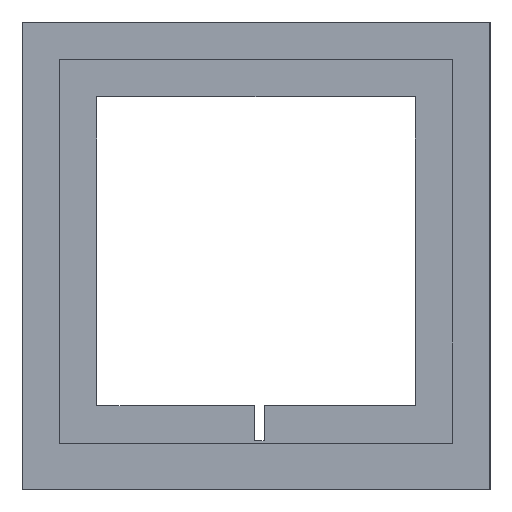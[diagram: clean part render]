
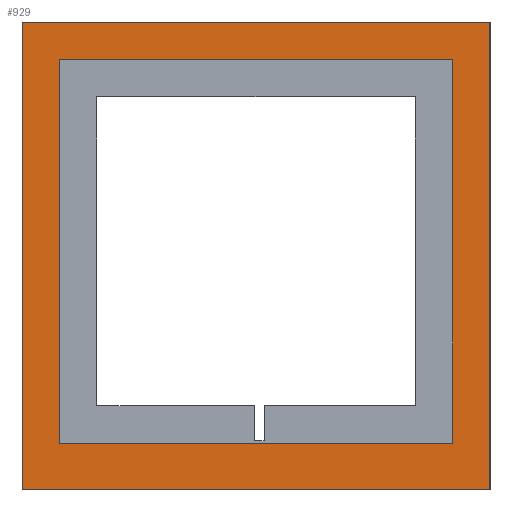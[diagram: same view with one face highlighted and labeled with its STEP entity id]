
A CAD part, left-side view. The second image highlights one B-rep face of the part: STEP entity #929.
In plain terms, the highlighted planar face has unit normal (-1, 0, 0).
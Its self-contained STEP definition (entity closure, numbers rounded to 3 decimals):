
#17=FACE_BOUND('',#109,.T.);
#61=FACE_OUTER_BOUND('',#108,.T.);
#108=EDGE_LOOP('',(#829,#830,#831,#832));
#109=EDGE_LOOP('',(#833,#834,#835,#836));
#165=LINE('',#1324,#294);
#169=LINE('',#1331,#298);
#171=LINE('',#1335,#300);
#217=LINE('',#1426,#346);
#232=LINE('',#1456,#361);
#236=LINE('',#1463,#365);
#238=LINE('',#1467,#367);
#239=LINE('',#1469,#368);
#294=VECTOR('',#1082,10.);
#298=VECTOR('',#1088,10.);
#300=VECTOR('',#1092,10.);
#346=VECTOR('',#1168,10.);
#361=VECTOR('',#1193,10.);
#365=VECTOR('',#1201,10.);
#367=VECTOR('',#1205,10.);
#368=VECTOR('',#1208,10.);
#407=VERTEX_POINT('',#1321);
#408=VERTEX_POINT('',#1323);
#410=VERTEX_POINT('',#1329);
#411=VERTEX_POINT('',#1333);
#450=VERTEX_POINT('',#1453);
#451=VERTEX_POINT('',#1455);
#452=VERTEX_POINT('',#1461);
#453=VERTEX_POINT('',#1465);
#508=EDGE_CURVE('',#408,#407,#165,.T.);
#512=EDGE_CURVE('',#407,#410,#169,.T.);
#514=EDGE_CURVE('',#410,#411,#171,.T.);
#560=EDGE_CURVE('',#408,#411,#217,.T.);
#575=EDGE_CURVE('',#450,#451,#232,.T.);
#579=EDGE_CURVE('',#452,#450,#236,.T.);
#581=EDGE_CURVE('',#452,#453,#238,.T.);
#582=EDGE_CURVE('',#451,#453,#239,.T.);
#829=ORIENTED_EDGE('',*,*,#579,.F.);
#830=ORIENTED_EDGE('',*,*,#581,.T.);
#831=ORIENTED_EDGE('',*,*,#582,.F.);
#832=ORIENTED_EDGE('',*,*,#575,.F.);
#833=ORIENTED_EDGE('',*,*,#508,.T.);
#834=ORIENTED_EDGE('',*,*,#512,.T.);
#835=ORIENTED_EDGE('',*,*,#514,.T.);
#836=ORIENTED_EDGE('',*,*,#560,.F.);
#884=PLANE('',#988);
#929=ADVANCED_FACE('',(#61,#17),#884,.T.);
#988=AXIS2_PLACEMENT_3D('',#1468,#1206,#1207);
#1082=DIRECTION('',(0.,0.,1.));
#1088=DIRECTION('',(0.,-1.,0.));
#1092=DIRECTION('',(0.,0.,-1.));
#1168=DIRECTION('',(0.,-1.,0.));
#1193=DIRECTION('',(0.,0.,1.));
#1201=DIRECTION('',(0.,1.,0.));
#1205=DIRECTION('',(0.,0.,1.));
#1206=DIRECTION('center_axis',(-1.,0.,0.));
#1207=DIRECTION('ref_axis',(0.,-1.,0.));
#1208=DIRECTION('',(0.,-1.,0.));
#1321=CARTESIAN_POINT('',(750.,492.,92.));
#1323=CARTESIAN_POINT('',(750.,492.,10.));
#1324=CARTESIAN_POINT('',(750.,492.,46.));
#1329=CARTESIAN_POINT('',(750.,408.,92.));
#1331=CARTESIAN_POINT('',(750.,454.,92.));
#1333=CARTESIAN_POINT('',(750.,408.,10.));
#1335=CARTESIAN_POINT('',(750.,408.,4.));
#1426=CARTESIAN_POINT('',(750.,496.,10.));
#1453=CARTESIAN_POINT('',(750.,500.,0.));
#1455=CARTESIAN_POINT('',(750.,500.,100.));
#1456=CARTESIAN_POINT('',(750.,500.,0.));
#1461=CARTESIAN_POINT('',(750.,400.,0.));
#1463=CARTESIAN_POINT('',(750.,400.,0.));
#1465=CARTESIAN_POINT('',(750.,400.,100.));
#1467=CARTESIAN_POINT('',(750.,400.,0.));
#1468=CARTESIAN_POINT('Origin',(750.,500.,0.));
#1469=CARTESIAN_POINT('',(750.,400.,100.));
